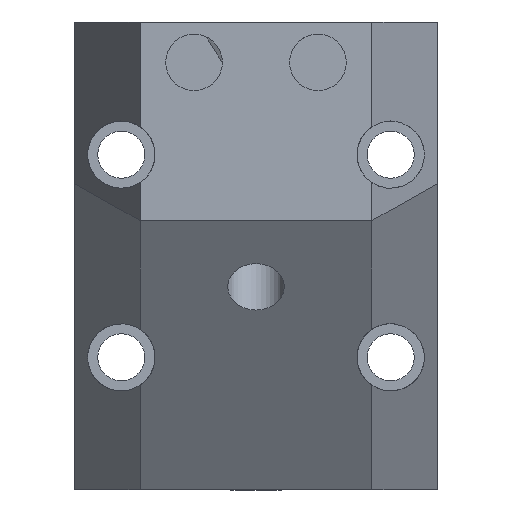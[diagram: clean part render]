
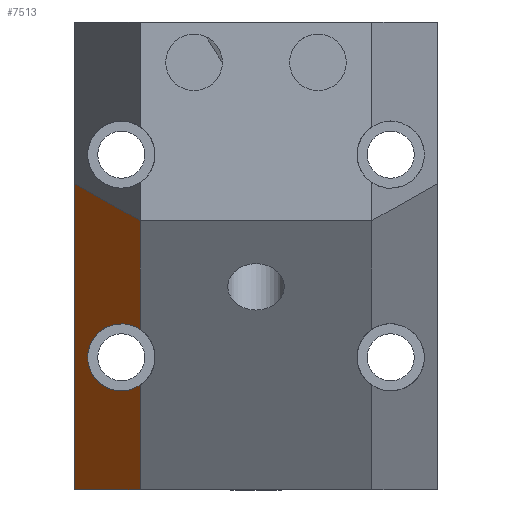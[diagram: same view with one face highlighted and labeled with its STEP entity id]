
A CAD part, front view. The second image highlights one B-rep face of the part: STEP entity #7513.
In plain terms, the highlighted planar face has unit normal (-0.871, -0.402, -0.281).
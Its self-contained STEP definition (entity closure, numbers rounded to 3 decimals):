
#1318 = PLANE('',#1319);
#1319 = AXIS2_PLACEMENT_3D('',#1320,#1321,#1322);
#1320 = CARTESIAN_POINT('',(-11.05,-59.65,17.375));
#1321 = DIRECTION('',(0.871,0.491,0.));
#1322 = DIRECTION('',(0.,0.,1.));
#1346 = PLANE('',#1347);
#1347 = AXIS2_PLACEMENT_3D('',#1348,#1349,#1350);
#1348 = CARTESIAN_POINT('',(-13.5,0.,17.375));
#1349 = DIRECTION('',(1.,0.,0.));
#1350 = DIRECTION('',(0.,0.,-1.));
#1747 = VERTEX_POINT('',#1748);
#1748 = CARTESIAN_POINT('',(-8.6,-64.,2.625));
#1785 = PLANE('',#1786);
#1786 = AXIS2_PLACEMENT_3D('',#1787,#1788,#1789);
#1787 = CARTESIAN_POINT('',(-13.5,-57.,-7.375));
#1788 = DIRECTION('',(0.,0.819,0.573));
#1789 = DIRECTION('',(-1.,0.,0.));
#1974 = VERTEX_POINT('',#1975);
#1975 = CARTESIAN_POINT('',(-13.5,-55.3,5.367));
#1996 = EDGE_CURVE('',#1974,#1747,#1997,.T.);
#1997 = SURFACE_CURVE('',#1998,(#2002,#2009),.PCURVE_S1.);
#1998 = LINE('',#1999,#2000);
#1999 = CARTESIAN_POINT('',(-13.332,-55.598,
    5.274));
#2000 = VECTOR('',#2001,1.);
#2001 = DIRECTION('',(0.473,-0.84,-0.265));
#2002 = PCURVE('',#1318,#2003);
#2003 = DEFINITIONAL_REPRESENTATION('',(#2004),#2008);
#2004 = LINE('',#2005,#2006);
#2005 = CARTESIAN_POINT('',(-12.101,-4.651));
#2006 = VECTOR('',#2007,1.);
#2007 = DIRECTION('',(-0.265,0.964));
#2008 = ( GEOMETRIC_REPRESENTATION_CONTEXT(2) 
PARAMETRIC_REPRESENTATION_CONTEXT() REPRESENTATION_CONTEXT('2D SPACE',''
  ) );
#2009 = PCURVE('',#2010,#2015);
#2010 = PLANE('',#2011);
#2011 = AXIS2_PLACEMENT_3D('',#2012,#2013,#2014);
#2012 = CARTESIAN_POINT('',(-11.05,-46.436,-14.88));
#2013 = DIRECTION('',(0.871,0.402,0.281));
#2014 = DIRECTION('',(0.,-0.573,0.819));
#2015 = DEFINITIONAL_REPRESENTATION('',(#2016),#2020);
#2016 = LINE('',#2017,#2018);
#2017 = CARTESIAN_POINT('',(21.765,-4.651));
#2018 = VECTOR('',#2019,1.);
#2019 = DIRECTION('',(0.265,0.964));
#2020 = ( GEOMETRIC_REPRESENTATION_CONTEXT(2) 
PARAMETRIC_REPRESENTATION_CONTEXT() REPRESENTATION_CONTEXT('2D SPACE',''
  ) );
#2072 = VERTEX_POINT('',#2073);
#2073 = CARTESIAN_POINT('',(-13.5,-39.38,-17.375));
#2087 = PLANE('',#2088);
#2088 = AXIS2_PLACEMENT_3D('',#2089,#2090,#2091);
#2089 = CARTESIAN_POINT('',(-13.5,0.,-17.375));
#2090 = DIRECTION('',(0.,0.,1.));
#2091 = DIRECTION('',(1.,0.,0.));
#2122 = EDGE_CURVE('',#2072,#1974,#2123,.T.);
#2123 = SURFACE_CURVE('',#2124,(#2128,#2135),.PCURVE_S1.);
#2124 = LINE('',#2125,#2126);
#2125 = CARTESIAN_POINT('',(-13.5,-42.873,-12.386));
#2126 = VECTOR('',#2127,1.);
#2127 = DIRECTION('',(0.,-0.573,0.819));
#2128 = PCURVE('',#1346,#2129);
#2129 = DEFINITIONAL_REPRESENTATION('',(#2130),#2134);
#2130 = LINE('',#2131,#2132);
#2131 = CARTESIAN_POINT('',(29.761,-42.873));
#2132 = VECTOR('',#2133,1.);
#2133 = DIRECTION('',(-0.819,-0.573));
#2134 = ( GEOMETRIC_REPRESENTATION_CONTEXT(2) 
PARAMETRIC_REPRESENTATION_CONTEXT() REPRESENTATION_CONTEXT('2D SPACE',''
  ) );
#2135 = PCURVE('',#2010,#2136);
#2136 = DEFINITIONAL_REPRESENTATION('',(#2137),#2141);
#2137 = LINE('',#2138,#2139);
#2138 = CARTESIAN_POINT('',(0.,-4.992));
#2139 = VECTOR('',#2140,1.);
#2140 = DIRECTION('',(1.,0.));
#2141 = ( GEOMETRIC_REPRESENTATION_CONTEXT(2) 
PARAMETRIC_REPRESENTATION_CONTEXT() REPRESENTATION_CONTEXT('2D SPACE',''
  ) );
#3926 = CYLINDRICAL_SURFACE('',#3927,2.5);
#3927 = AXIS2_PLACEMENT_3D('',#3928,#3929,#3930);
#3928 = CARTESIAN_POINT('',(-10.,-5.,-7.525));
#3929 = DIRECTION('',(0.,1.,0.));
#3930 = DIRECTION('',(1.,0.,-0.));
#7269 = EDGE_CURVE('',#7270,#7272,#7274,.T.);
#7270 = VERTEX_POINT('',#7271);
#7271 = CARTESIAN_POINT('',(-8.6,-50.,-17.375));
#7272 = VERTEX_POINT('',#7273);
#7273 = CARTESIAN_POINT('',(-8.6,-55.445,-9.596));
#7274 = SURFACE_CURVE('',#7275,(#7279,#7286),.PCURVE_S1.);
#7275 = LINE('',#7276,#7277);
#7276 = CARTESIAN_POINT('',(-8.6,-50.,-17.375));
#7277 = VECTOR('',#7278,1.);
#7278 = DIRECTION('',(0.,-0.573,0.819));
#7279 = PCURVE('',#1785,#7280);
#7280 = DEFINITIONAL_REPRESENTATION('',(#7281),#7285);
#7281 = LINE('',#7282,#7283);
#7282 = CARTESIAN_POINT('',(-4.9,-12.207));
#7283 = VECTOR('',#7284,1.);
#7284 = DIRECTION('',(0.,1.));
#7285 = ( GEOMETRIC_REPRESENTATION_CONTEXT(2) 
PARAMETRIC_REPRESENTATION_CONTEXT() REPRESENTATION_CONTEXT('2D SPACE',''
  ) );
#7286 = PCURVE('',#2010,#7287);
#7287 = DEFINITIONAL_REPRESENTATION('',(#7288),#7292);
#7288 = LINE('',#7289,#7290);
#7289 = CARTESIAN_POINT('',(0.,4.992));
#7290 = VECTOR('',#7291,1.);
#7291 = DIRECTION('',(1.,0.));
#7292 = ( GEOMETRIC_REPRESENTATION_CONTEXT(2) 
PARAMETRIC_REPRESENTATION_CONTEXT() REPRESENTATION_CONTEXT('2D SPACE',''
  ) );
#7399 = EDGE_CURVE('',#7400,#1747,#7402,.T.);
#7400 = VERTEX_POINT('',#7401);
#7401 = CARTESIAN_POINT('',(-8.6,-58.345,-5.454));
#7402 = SURFACE_CURVE('',#7403,(#7407,#7414),.PCURVE_S1.);
#7403 = LINE('',#7404,#7405);
#7404 = CARTESIAN_POINT('',(-8.6,-50.,-17.375));
#7405 = VECTOR('',#7406,1.);
#7406 = DIRECTION('',(0.,-0.573,0.819));
#7407 = PCURVE('',#1785,#7408);
#7408 = DEFINITIONAL_REPRESENTATION('',(#7409),#7413);
#7409 = LINE('',#7410,#7411);
#7410 = CARTESIAN_POINT('',(-4.9,-12.207));
#7411 = VECTOR('',#7412,1.);
#7412 = DIRECTION('',(0.,1.));
#7413 = ( GEOMETRIC_REPRESENTATION_CONTEXT(2) 
PARAMETRIC_REPRESENTATION_CONTEXT() REPRESENTATION_CONTEXT('2D SPACE',''
  ) );
#7414 = PCURVE('',#2010,#7415);
#7415 = DEFINITIONAL_REPRESENTATION('',(#7416),#7420);
#7416 = LINE('',#7417,#7418);
#7417 = CARTESIAN_POINT('',(0.,4.992));
#7418 = VECTOR('',#7419,1.);
#7419 = DIRECTION('',(1.,0.));
#7420 = ( GEOMETRIC_REPRESENTATION_CONTEXT(2) 
PARAMETRIC_REPRESENTATION_CONTEXT() REPRESENTATION_CONTEXT('2D SPACE',''
  ) );
#7513 = ADVANCED_FACE('',(#7514),#2010,.F.);
#7514 = FACE_BOUND('',#7515,.F.);
#7515 = EDGE_LOOP('',(#7516,#7537,#7538,#7539,#7540,#7582));
#7516 = ORIENTED_EDGE('',*,*,#7517,.F.);
#7517 = EDGE_CURVE('',#2072,#7270,#7518,.T.);
#7518 = SURFACE_CURVE('',#7519,(#7523,#7530),.PCURVE_S1.);
#7519 = LINE('',#7520,#7521);
#7520 = CARTESIAN_POINT('',(-19.433,-26.521,-17.375));
#7521 = VECTOR('',#7522,1.);
#7522 = DIRECTION('',(0.419,-0.908,0.));
#7523 = PCURVE('',#2010,#7524);
#7524 = DEFINITIONAL_REPRESENTATION('',(#7525),#7529);
#7525 = LINE('',#7526,#7527);
#7526 = CARTESIAN_POINT('',(-13.464,-17.083));
#7527 = VECTOR('',#7528,1.);
#7528 = DIRECTION('',(0.521,0.854));
#7529 = ( GEOMETRIC_REPRESENTATION_CONTEXT(2) 
PARAMETRIC_REPRESENTATION_CONTEXT() REPRESENTATION_CONTEXT('2D SPACE',''
  ) );
#7530 = PCURVE('',#2087,#7531);
#7531 = DEFINITIONAL_REPRESENTATION('',(#7532),#7536);
#7532 = LINE('',#7533,#7534);
#7533 = CARTESIAN_POINT('',(-5.933,-26.521));
#7534 = VECTOR('',#7535,1.);
#7535 = DIRECTION('',(0.419,-0.908));
#7536 = ( GEOMETRIC_REPRESENTATION_CONTEXT(2) 
PARAMETRIC_REPRESENTATION_CONTEXT() REPRESENTATION_CONTEXT('2D SPACE',''
  ) );
#7537 = ORIENTED_EDGE('',*,*,#2122,.T.);
#7538 = ORIENTED_EDGE('',*,*,#1996,.T.);
#7539 = ORIENTED_EDGE('',*,*,#7399,.F.);
#7540 = ORIENTED_EDGE('',*,*,#7541,.F.);
#7541 = EDGE_CURVE('',#7272,#7400,#7542,.T.);
#7542 = SURFACE_CURVE('',#7543,(#7548,#7555),.PCURVE_S1.);
#7543 = ELLIPSE('',#7544,6.218,2.5);
#7544 = AXIS2_PLACEMENT_3D('',#7545,#7546,#7547);
#7545 = CARTESIAN_POINT('',(-10.,-53.861,-7.525));
#7546 = DIRECTION('',(0.871,0.402,0.281));
#7547 = DIRECTION('',(-0.383,0.916,-0.124));
#7548 = PCURVE('',#2010,#7549);
#7549 = DEFINITIONAL_REPRESENTATION('',(#7550),#7554);
#7550 = ELLIPSE('',#7551,6.218,2.5);
#7551 = AXIS2_PLACEMENT_2D('',#7552,#7553);
#7552 = CARTESIAN_POINT('',(10.283,2.14));
#7553 = DIRECTION('',(-0.626,-0.78));
#7554 = ( GEOMETRIC_REPRESENTATION_CONTEXT(2) 
PARAMETRIC_REPRESENTATION_CONTEXT() REPRESENTATION_CONTEXT('2D SPACE',''
  ) );
#7555 = PCURVE('',#3926,#7556);
#7556 = DEFINITIONAL_REPRESENTATION('',(#7557),#7581);
#7557 = B_SPLINE_CURVE_WITH_KNOTS('',8,(#7558,#7559,#7560,#7561,#7562,
    #7563,#7564,#7565,#7566,#7567,#7568,#7569,#7570,#7571,#7572,#7573,
    #7574,#7575,#7576,#7577,#7578,#7579,#7580),.UNSPECIFIED.,.F.,.F.,(9,
    7,7,9),(4.43,5.382,7.203,8.761)
  ,.UNSPECIFIED.);
#7558 = CARTESIAN_POINT('',(0.976,-50.445));
#7559 = CARTESIAN_POINT('',(1.095,-49.795));
#7560 = CARTESIAN_POINT('',(1.214,-49.119));
#7561 = CARTESIAN_POINT('',(1.333,-48.432));
#7562 = CARTESIAN_POINT('',(1.452,-47.747));
#7563 = CARTESIAN_POINT('',(1.571,-47.081));
#7564 = CARTESIAN_POINT('',(1.69,-46.448));
#7565 = CARTESIAN_POINT('',(1.809,-45.859));
#7566 = CARTESIAN_POINT('',(2.155,-44.312));
#7567 = CARTESIAN_POINT('',(2.383,-43.505));
#7568 = CARTESIAN_POINT('',(2.61,-42.987));
#7569 = CARTESIAN_POINT('',(2.838,-42.815));
#7570 = CARTESIAN_POINT('',(3.066,-43.011));
#7571 = CARTESIAN_POINT('',(3.293,-43.552));
#7572 = CARTESIAN_POINT('',(3.521,-44.378));
#7573 = CARTESIAN_POINT('',(3.943,-46.291));
#7574 = CARTESIAN_POINT('',(4.138,-47.322));
#7575 = CARTESIAN_POINT('',(4.333,-48.452));
#7576 = CARTESIAN_POINT('',(4.528,-49.618));
#7577 = CARTESIAN_POINT('',(4.722,-50.751));
#7578 = CARTESIAN_POINT('',(4.917,-51.784));
#7579 = CARTESIAN_POINT('',(5.112,-52.661));
#7580 = CARTESIAN_POINT('',(5.307,-53.345));
#7581 = ( GEOMETRIC_REPRESENTATION_CONTEXT(2) 
PARAMETRIC_REPRESENTATION_CONTEXT() REPRESENTATION_CONTEXT('2D SPACE',''
  ) );
#7582 = ORIENTED_EDGE('',*,*,#7269,.F.);
